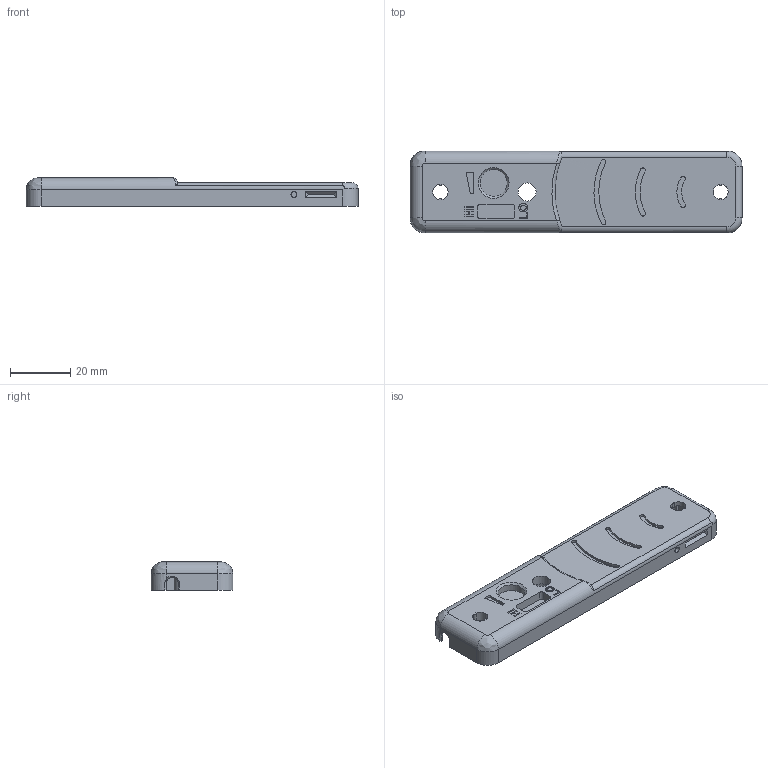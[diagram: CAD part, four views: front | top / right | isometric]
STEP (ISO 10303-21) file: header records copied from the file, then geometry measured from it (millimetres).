
FILE_DESCRIPTION(/* description */ (''),/* implementation_level */ '2;1');
FILE_NAME(/* name */ 'Light_Proximity_Switch_Top_Case.step',/* time_stamp */ '2025-04-04T16:41:22-04:00',/* author */ (''),/* organization */ (''),/* preprocessor_version */ 'ST-DEVELOPER v20.1',/* originating_system */ 'Autodesk Translation Framework v14.4.0.0',/* authorisation */ '');
FILE_SCHEMA (('AUTOMOTIVE_DESIGN { 1 0 10303 214 3 1 1 }'));
Length unit declared in the file: millimetre
Products named in the file (1): Top
Bounding box: 110.2 x 27.2 x 9.4 mm (x, y, z)
Volume: 9346 mm3; surface area: 11382.4 mm2
Topology: 3 solids, 3 shells, 294 faces, 777 edges, 512 vertices
Faces by surface type: plane 177, bspline 60, cylinder 50, cone 5, torus 2
Full cylindrical faces by diameter (mm): 1.9 x2, 2 x2, 5.9 x2, 6 x1, 6.8 x1, 9 x2, 9.2 x1
Entity records: 10200 total; most frequent: CARTESIAN_POINT 3211, ORIENTED_EDGE 1554, DIRECTION 1224, EDGE_CURVE 777, VERTEX_POINT 512, LINE 504, VECTOR 504, AXIS2_PLACEMENT_3D 360
